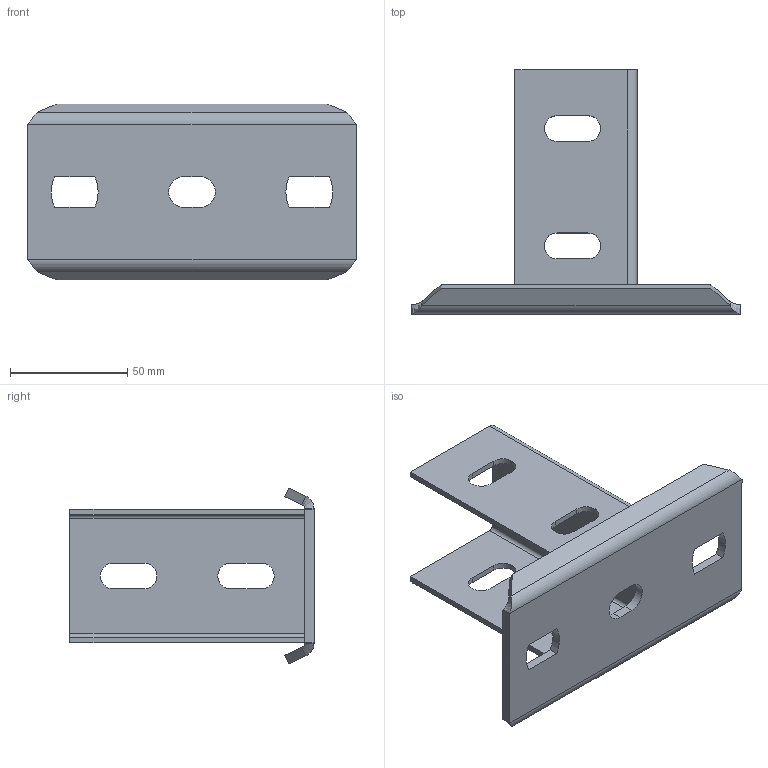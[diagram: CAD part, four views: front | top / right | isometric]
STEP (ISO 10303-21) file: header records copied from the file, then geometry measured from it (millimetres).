
FILE_DESCRIPTION (( 'STEP AP214' ), '1' );
FILE_NAME ('6348947.stp', '2024-05-03T13:15:31', ( '' ), ( '' ), 'SwSTEP 2.0', 'SolidWorks 2022', '' );
FILE_SCHEMA (( 'AUTOMOTIVE_DESIGN' ));
Length unit declared in the file: millimetre
Products named in the file (3): 006721_U-Stielverbinder beschichtet; 6348947; KTS 02.020-045_Standard
Assembly tree (2 placements, depth 2):
  6348947
    KTS 02.020-045_Standard
    006721_U-Stielverbinder beschichtet
Bounding box: 140 x 104 x 74.96 mm (x, y, z)
Volume: 76935.3 mm3; surface area: 53466.5 mm2
Topology: 2 solids, 2 shells, 84 faces, 208 edges, 128 vertices
Faces by surface type: plane 54, cylinder 26, bspline 4
Entity records: 2650 total; most frequent: CARTESIAN_POINT 533, ORIENTED_EDGE 416, DIRECTION 406, EDGE_CURVE 208, LINE 148, VECTOR 148, AXIS2_PLACEMENT_3D 129, VERTEX_POINT 128
